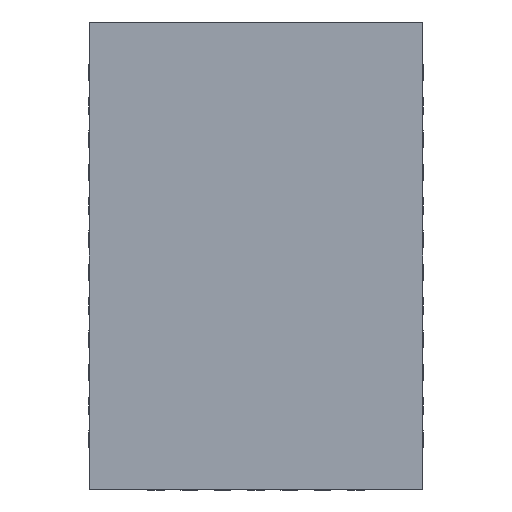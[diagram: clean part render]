
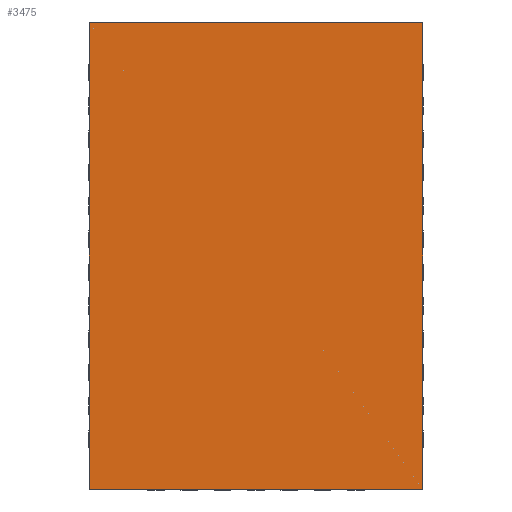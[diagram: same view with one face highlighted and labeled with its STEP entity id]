
A CAD part, front view. The second image highlights one B-rep face of the part: STEP entity #3475.
In plain terms, the highlighted planar face has unit normal (0, -1, 0).
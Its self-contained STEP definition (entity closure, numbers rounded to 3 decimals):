
#98=PLANE('',#3765);
#334=FACE_OUTER_BOUND('',#571,.T.);
#571=EDGE_LOOP('',(#2551,#2552,#2553,#2554));
#801=LINE('',#4952,#1270);
#805=LINE('',#4960,#1274);
#808=LINE('',#4966,#1277);
#811=LINE('',#4971,#1280);
#1270=VECTOR('',#4007,10.);
#1274=VECTOR('',#4013,10.);
#1277=VECTOR('',#4018,10.);
#1280=VECTOR('',#4023,10.);
#1742=VERTEX_POINT('',#4950);
#1743=VERTEX_POINT('',#4951);
#1746=VERTEX_POINT('',#4959);
#1748=VERTEX_POINT('',#4965);
#2057=EDGE_CURVE('',#1742,#1743,#801,.T.);
#2061=EDGE_CURVE('',#1746,#1742,#805,.T.);
#2064=EDGE_CURVE('',#1748,#1746,#808,.T.);
#2067=EDGE_CURVE('',#1743,#1748,#811,.T.);
#2551=ORIENTED_EDGE('',*,*,#2067,.F.);
#2552=ORIENTED_EDGE('',*,*,#2057,.F.);
#2553=ORIENTED_EDGE('',*,*,#2061,.F.);
#2554=ORIENTED_EDGE('',*,*,#2064,.F.);
#3475=ADVANCED_FACE('',(#334),#98,.F.);
#3765=AXIS2_PLACEMENT_3D('',#4974,#4027,#4028);
#4007=DIRECTION('',(1.,0.,0.));
#4013=DIRECTION('',(0.,0.,1.));
#4018=DIRECTION('',(-1.,0.,0.));
#4023=DIRECTION('',(0.,0.,-1.));
#4027=DIRECTION('center_axis',(0.,1.,0.));
#4028=DIRECTION('ref_axis',(1.,0.,0.));
#4950=CARTESIAN_POINT('',(-2.5,0.,3.5));
#4951=CARTESIAN_POINT('',(2.5,0.,3.5));
#4952=CARTESIAN_POINT('',(-2.5,0.,3.5));
#4959=CARTESIAN_POINT('',(-2.5,0.,-3.5));
#4960=CARTESIAN_POINT('',(-2.5,0.,-3.5));
#4965=CARTESIAN_POINT('',(2.5,0.,-3.5));
#4966=CARTESIAN_POINT('',(2.5,0.,-3.5));
#4971=CARTESIAN_POINT('',(2.5,0.,3.5));
#4974=CARTESIAN_POINT('Origin',(0.,0.,0.));
